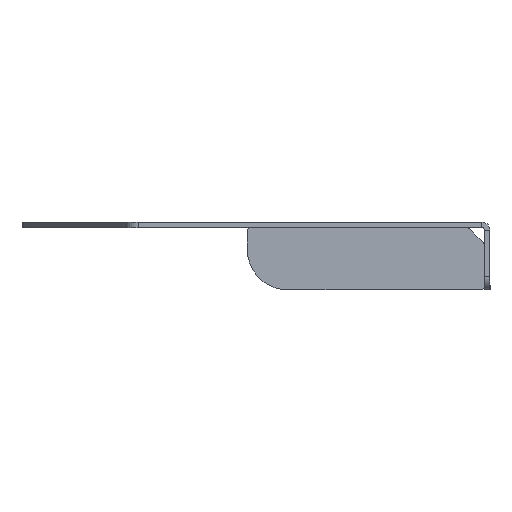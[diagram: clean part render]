
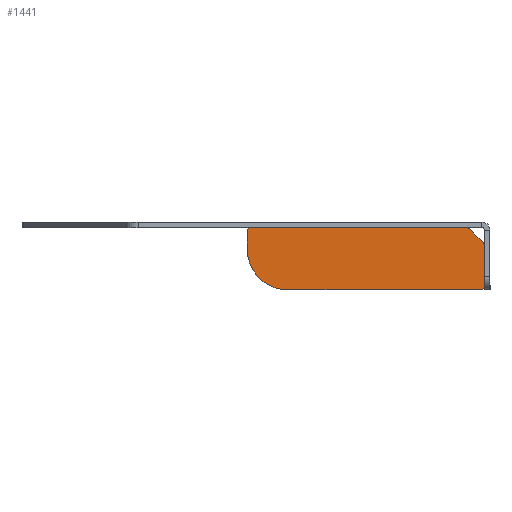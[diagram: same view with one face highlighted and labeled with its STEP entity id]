
A CAD part, left-side view. The second image highlights one B-rep face of the part: STEP entity #1441.
In plain terms, the highlighted face is planar.
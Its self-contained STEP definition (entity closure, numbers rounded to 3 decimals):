
#70 = DIRECTION ( 'NONE',  ( -1., 0., 0. ) ) ;
#87 = DIRECTION ( 'NONE',  ( 0., 0., 1. ) ) ;
#96 = CARTESIAN_POINT ( 'NONE',  ( 0.796, 11.21, -4. ) ) ;
#104 = ORIENTED_EDGE ( 'NONE', *, *, #1763, .F. ) ;
#170 = DIRECTION ( 'NONE',  ( 0., 0., 1. ) ) ;
#188 = DIRECTION ( 'NONE',  ( 0.707, -0.707, 0. ) ) ;
#196 = AXIS2_PLACEMENT_3D ( 'NONE', #410, #3195, #1054 ) ;
#297 = VERTEX_POINT ( 'NONE', #338 ) ;
#317 = CARTESIAN_POINT ( 'NONE',  ( 45.915, 3., -4. ) ) ;
#338 = CARTESIAN_POINT ( 'NONE',  ( 13.034, 0.014, -4. ) ) ;
#362 = EDGE_LOOP ( 'NONE', ( #1608, #1222, #3027, #1887, #3586, #104, #3891, #3854, #3129, #2742, #3714, #1761, #615 ) ) ;
#363 = CIRCLE ( 'NONE', #2462, 30. ) ;
#410 = CARTESIAN_POINT ( 'NONE',  ( 2.914, 172.001, -4. ) ) ;
#419 = AXIS2_PLACEMENT_3D ( 'NONE', #3628, #3254, #3986 ) ;
#455 = AXIS2_PLACEMENT_3D ( 'NONE', #495, #87, #1157 ) ;
#470 = CIRCLE ( 'NONE', #196, 3. ) ;
#487 = CARTESIAN_POINT ( 'NONE',  ( 11.12, 0.884, -4. ) ) ;
#490 = VECTOR ( 'NONE', #868, 1000. ) ;
#495 = CARTESIAN_POINT ( 'NONE',  ( 13.239, 3.007, -4. ) ) ;
#500 = DIRECTION ( 'NONE',  ( -1., 0., 0. ) ) ;
#532 = EDGE_CURVE ( 'NONE', #1397, #1558, #363, .T. ) ;
#550 = DIRECTION ( 'NONE',  ( 0.707, -0.707, 0. ) ) ;
#560 = EDGE_CURVE ( 'NONE', #3948, #2466, #2268, .T. ) ;
#615 = ORIENTED_EDGE ( 'NONE', *, *, #4189, .F. ) ;
#623 = VERTEX_POINT ( 'NONE', #487 ) ;
#646 = CARTESIAN_POINT ( 'NONE',  ( -0.085, 13.337, -4. ) ) ;
#693 = CARTESIAN_POINT ( 'NONE',  ( 45.915, 3., -4. ) ) ;
#702 = VERTEX_POINT ( 'NONE', #3435 ) ;
#753 = CARTESIAN_POINT ( 'NONE',  ( 42.915, 0., -4. ) ) ;
#833 = CARTESIAN_POINT ( 'NONE',  ( 15.915, 175., -4. ) ) ;
#868 = DIRECTION ( 'NONE',  ( 0., 1., 0. ) ) ;
#915 = VERTEX_POINT ( 'NONE', #317 ) ;
#935 = VERTEX_POINT ( 'NONE', #2211 ) ;
#1018 = CARTESIAN_POINT ( 'NONE',  ( 45.915, 145., -4. ) ) ;
#1054 = DIRECTION ( 'NONE',  ( 1., 0., 0. ) ) ;
#1080 = PLANE ( 'NONE',  #419 ) ;
#1127 = EDGE_CURVE ( 'NONE', #1558, #1452, #1704, .T. ) ;
#1157 = DIRECTION ( 'NONE',  ( 1., 0., 0. ) ) ;
#1168 = VECTOR ( 'NONE', #4000, 1000. ) ;
#1196 = CARTESIAN_POINT ( 'NONE',  ( 11.066, 0.938, -4. ) ) ;
#1200 = VECTOR ( 'NONE', #188, 1000. ) ;
#1201 = EDGE_CURVE ( 'NONE', #702, #935, #2320, .T. ) ;
#1216 = CARTESIAN_POINT ( 'NONE',  ( 42.915, 0., -4. ) ) ;
#1222 = ORIENTED_EDGE ( 'NONE', *, *, #560, .F. ) ;
#1239 = DIRECTION ( 'NONE',  ( 1., 0., 0. ) ) ;
#1397 = VERTEX_POINT ( 'NONE', #1018 ) ;
#1399 = VECTOR ( 'NONE', #3179, 1000. ) ;
#1441 = ADVANCED_FACE ( 'NONE', ( #2765 ), #1080, .F. ) ;
#1452 = VERTEX_POINT ( 'NONE', #3222 ) ;
#1558 = VERTEX_POINT ( 'NONE', #833 ) ;
#1565 = CIRCLE ( 'NONE', #455, 3. ) ;
#1595 = CIRCLE ( 'NONE', #2529, 3. ) ;
#1608 = ORIENTED_EDGE ( 'NONE', *, *, #1943, .F. ) ;
#1704 = LINE ( 'NONE', #3661, #4339 ) ;
#1761 = ORIENTED_EDGE ( 'NONE', *, *, #532, .F. ) ;
#1763 = EDGE_CURVE ( 'NONE', #4396, #2116, #4457, .T. ) ;
#1767 = CARTESIAN_POINT ( 'NONE',  ( 42.915, 3., -4. ) ) ;
#1781 = CIRCLE ( 'NONE', #1820, 3. ) ;
#1820 = AXIS2_PLACEMENT_3D ( 'NONE', #3602, #2161, #70 ) ;
#1887 = ORIENTED_EDGE ( 'NONE', *, *, #3614, .F. ) ;
#1943 = EDGE_CURVE ( 'NONE', #2466, #915, #1595, .T. ) ;
#1978 = DIRECTION ( 'NONE',  ( -1., 0., 0. ) ) ;
#2044 = CARTESIAN_POINT ( 'NONE',  ( 13.246, 0., -4. ) ) ;
#2116 = VERTEX_POINT ( 'NONE', #1196 ) ;
#2131 = DIRECTION ( 'NONE',  ( 0., 0., 1. ) ) ;
#2161 = DIRECTION ( 'NONE',  ( 0., 0., 1. ) ) ;
#2186 = EDGE_CURVE ( 'NONE', #3021, #4396, #4259, .T. ) ;
#2211 = CARTESIAN_POINT ( 'NONE',  ( -0.085, 13.334, -4. ) ) ;
#2212 = CARTESIAN_POINT ( 'NONE',  ( 0.793, 11.212, -4. ) ) ;
#2268 = LINE ( 'NONE', #1216, #2544 ) ;
#2320 = LINE ( 'NONE', #646, #3875 ) ;
#2337 = LINE ( 'NONE', #3592, #1168 ) ;
#2340 = LINE ( 'NONE', #2817, #1399 ) ;
#2407 = CARTESIAN_POINT ( 'NONE',  ( 0.796, 11.21, -4. ) ) ;
#2462 = AXIS2_PLACEMENT_3D ( 'NONE', #3001, #170, #1978 ) ;
#2466 = VERTEX_POINT ( 'NONE', #753 ) ;
#2529 = AXIS2_PLACEMENT_3D ( 'NONE', #1767, #2131, #3200 ) ;
#2544 = VECTOR ( 'NONE', #1239, 1000. ) ;
#2742 = ORIENTED_EDGE ( 'NONE', *, *, #2906, .F. ) ;
#2765 = FACE_OUTER_BOUND ( 'NONE', #362, .T. ) ;
#2817 = CARTESIAN_POINT ( 'NONE',  ( 13.246, 0., -4. ) ) ;
#2906 = EDGE_CURVE ( 'NONE', #1452, #702, #470, .T. ) ;
#3001 = CARTESIAN_POINT ( 'NONE',  ( 15.915, 145., -4. ) ) ;
#3021 = VERTEX_POINT ( 'NONE', #2212 ) ;
#3027 = ORIENTED_EDGE ( 'NONE', *, *, #3425, .F. ) ;
#3129 = ORIENTED_EDGE ( 'NONE', *, *, #1201, .F. ) ;
#3179 = DIRECTION ( 'NONE',  ( 0.998, -0.068, 0. ) ) ;
#3194 = VECTOR ( 'NONE', #550, 1000. ) ;
#3195 = DIRECTION ( 'NONE',  ( 0., 0., 1. ) ) ;
#3200 = DIRECTION ( 'NONE',  ( 1., 0., 0. ) ) ;
#3222 = CARTESIAN_POINT ( 'NONE',  ( 2.975, 175., -4. ) ) ;
#3254 = DIRECTION ( 'NONE',  ( 0., 0., 1. ) ) ;
#3425 = EDGE_CURVE ( 'NONE', #297, #3948, #2340, .T. ) ;
#3435 = CARTESIAN_POINT ( 'NONE',  ( -0.085, 172.035, -4. ) ) ;
#3566 = LINE ( 'NONE', #693, #490 ) ;
#3586 = ORIENTED_EDGE ( 'NONE', *, *, #4504, .F. ) ;
#3592 = CARTESIAN_POINT ( 'NONE',  ( 11.066, 0.938, -4. ) ) ;
#3602 = CARTESIAN_POINT ( 'NONE',  ( 2.915, 13.334, -4. ) ) ;
#3614 = EDGE_CURVE ( 'NONE', #623, #297, #1565, .T. ) ;
#3628 = CARTESIAN_POINT ( 'NONE',  ( 42.915, 3., -4. ) ) ;
#3661 = CARTESIAN_POINT ( 'NONE',  ( 2.975, 175., -4. ) ) ;
#3711 = DIRECTION ( 'NONE',  ( 0., -1., 0. ) ) ;
#3714 = ORIENTED_EDGE ( 'NONE', *, *, #1127, .F. ) ;
#3854 = ORIENTED_EDGE ( 'NONE', *, *, #4493, .F. ) ;
#3875 = VECTOR ( 'NONE', #3711, 1000. ) ;
#3891 = ORIENTED_EDGE ( 'NONE', *, *, #2186, .F. ) ;
#3948 = VERTEX_POINT ( 'NONE', #2044 ) ;
#3986 = DIRECTION ( 'NONE',  ( 1., 0., 0. ) ) ;
#4000 = DIRECTION ( 'NONE',  ( 0.708, -0.706, 0. ) ) ;
#4189 = EDGE_CURVE ( 'NONE', #915, #1397, #3566, .T. ) ;
#4259 = LINE ( 'NONE', #96, #3194 ) ;
#4339 = VECTOR ( 'NONE', #500, 1000. ) ;
#4396 = VERTEX_POINT ( 'NONE', #2407 ) ;
#4457 = LINE ( 'NONE', #4498, #1200 ) ;
#4493 = EDGE_CURVE ( 'NONE', #935, #3021, #1781, .T. ) ;
#4498 = CARTESIAN_POINT ( 'NONE',  ( 0.796, 11.21, -4. ) ) ;
#4504 = EDGE_CURVE ( 'NONE', #2116, #623, #2337, .T. ) ;
